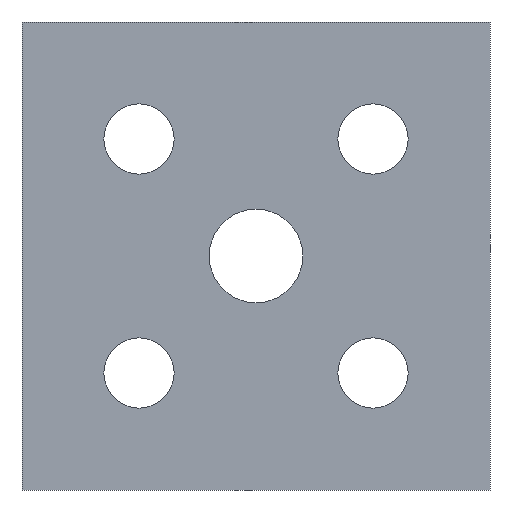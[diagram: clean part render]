
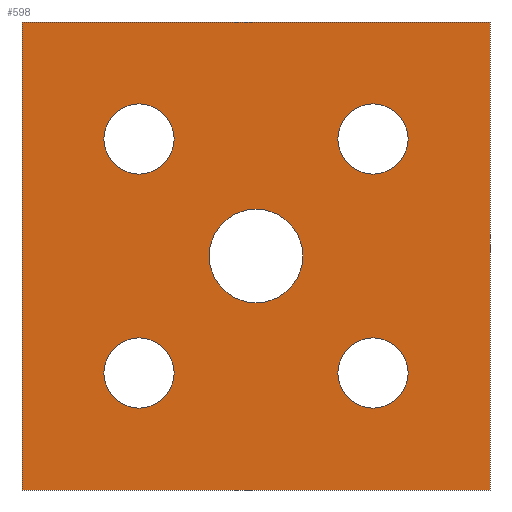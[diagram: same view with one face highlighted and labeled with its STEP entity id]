
A CAD part, front view. The second image highlights one B-rep face of the part: STEP entity #598.
In plain terms, the highlighted planar face has unit normal (0, -1, 0).
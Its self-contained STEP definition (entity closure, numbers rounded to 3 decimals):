
#8 = VERTEX_POINT ( 'NONE', #493 ) ;
#15 = DIRECTION ( 'NONE',  ( 0., 1., 0. ) ) ;
#17 = EDGE_LOOP ( 'NONE', ( #340, #60 ) ) ;
#20 = EDGE_CURVE ( 'NONE', #912, #547, #623, .T. ) ;
#27 = CIRCLE ( 'NONE', #549, 4.5 ) ;
#36 = CARTESIAN_POINT ( 'NONE',  ( -30., 0., 30. ) ) ;
#41 = AXIS2_PLACEMENT_3D ( 'NONE', #603, #909, #185 ) ;
#42 = CARTESIAN_POINT ( 'NONE',  ( -30., 0., 30. ) ) ;
#45 = DIRECTION ( 'NONE',  ( 0., -1., 0. ) ) ;
#47 = EDGE_LOOP ( 'NONE', ( #573, #209 ) ) ;
#48 = CARTESIAN_POINT ( 'NONE',  ( 0., 0., 0. ) ) ;
#52 = CARTESIAN_POINT ( 'NONE',  ( 30., 0., 30. ) ) ;
#60 = ORIENTED_EDGE ( 'NONE', *, *, #151, .T. ) ;
#70 = VECTOR ( 'NONE', #815, 1000. ) ;
#74 = VERTEX_POINT ( 'NONE', #358 ) ;
#78 = DIRECTION ( 'NONE',  ( 0., 0., -1. ) ) ;
#87 = CARTESIAN_POINT ( 'NONE',  ( 15., 0., -15. ) ) ;
#92 = CARTESIAN_POINT ( 'NONE',  ( 30., 0., 30. ) ) ;
#107 = DIRECTION ( 'NONE',  ( -1., 0., 0. ) ) ;
#109 = FACE_BOUND ( 'NONE', #690, .T. ) ;
#110 = LINE ( 'NONE', #42, #926 ) ;
#114 = AXIS2_PLACEMENT_3D ( 'NONE', #760, #899, #472 ) ;
#132 = FACE_BOUND ( 'NONE', #17, .T. ) ;
#150 = CIRCLE ( 'NONE', #341, 4.5 ) ;
#151 = EDGE_CURVE ( 'NONE', #471, #827, #773, .T. ) ;
#158 = VERTEX_POINT ( 'NONE', #508 ) ;
#163 = AXIS2_PLACEMENT_3D ( 'NONE', #856, #575, #223 ) ;
#168 = CARTESIAN_POINT ( 'NONE',  ( 15., 0., -10.5 ) ) ;
#180 = DIRECTION ( 'NONE',  ( 0., 1., 0. ) ) ;
#185 = DIRECTION ( 'NONE',  ( 0., 0., 1. ) ) ;
#202 = EDGE_CURVE ( 'NONE', #447, #229, #883, .T. ) ;
#206 = EDGE_CURVE ( 'NONE', #827, #471, #297, .T. ) ;
#209 = ORIENTED_EDGE ( 'NONE', *, *, #20, .T. ) ;
#223 = DIRECTION ( 'NONE',  ( 0., 0., 1. ) ) ;
#229 = VERTEX_POINT ( 'NONE', #235 ) ;
#235 = CARTESIAN_POINT ( 'NONE',  ( 30., 0., -30. ) ) ;
#245 = DIRECTION ( 'NONE',  ( 0., 1., 0. ) ) ;
#253 = ORIENTED_EDGE ( 'NONE', *, *, #202, .F. ) ;
#256 = ORIENTED_EDGE ( 'NONE', *, *, #351, .T. ) ;
#257 = FACE_BOUND ( 'NONE', #285, .T. ) ;
#259 = CARTESIAN_POINT ( 'NONE',  ( 0., 0., 0. ) ) ;
#265 = CARTESIAN_POINT ( 'NONE',  ( -30., 0., 30. ) ) ;
#274 = DIRECTION ( 'NONE',  ( 0., 0., -1. ) ) ;
#285 = EDGE_LOOP ( 'NONE', ( #584, #838 ) ) ;
#297 = CIRCLE ( 'NONE', #678, 4.5 ) ;
#314 = EDGE_CURVE ( 'NONE', #506, #447, #463, .T. ) ;
#335 = DIRECTION ( 'NONE',  ( 0., 0., -1. ) ) ;
#339 = AXIS2_PLACEMENT_3D ( 'NONE', #411, #696, #485 ) ;
#340 = ORIENTED_EDGE ( 'NONE', *, *, #206, .T. ) ;
#341 = AXIS2_PLACEMENT_3D ( 'NONE', #608, #683, #672 ) ;
#348 = ORIENTED_EDGE ( 'NONE', *, *, #423, .F. ) ;
#351 = EDGE_CURVE ( 'NONE', #687, #8, #150, .T. ) ;
#356 = CARTESIAN_POINT ( 'NONE',  ( 0., 0., 0. ) ) ;
#358 = CARTESIAN_POINT ( 'NONE',  ( -15., 0., 10.5 ) ) ;
#372 = DIRECTION ( 'NONE',  ( 0., 0., 1. ) ) ;
#374 = ORIENTED_EDGE ( 'NONE', *, *, #712, .F. ) ;
#377 = EDGE_CURVE ( 'NONE', #547, #912, #590, .T. ) ;
#395 = FACE_OUTER_BOUND ( 'NONE', #733, .T. ) ;
#399 = CARTESIAN_POINT ( 'NONE',  ( 0., 0., 6. ) ) ;
#400 = EDGE_LOOP ( 'NONE', ( #437, #256 ) ) ;
#408 = EDGE_CURVE ( 'NONE', #8, #687, #27, .T. ) ;
#409 = VERTEX_POINT ( 'NONE', #531 ) ;
#411 = CARTESIAN_POINT ( 'NONE',  ( 15., 0., 15. ) ) ;
#423 = EDGE_CURVE ( 'NONE', #900, #424, #664, .T. ) ;
#424 = VERTEX_POINT ( 'NONE', #468 ) ;
#429 = AXIS2_PLACEMENT_3D ( 'NONE', #901, #180, #751 ) ;
#433 = ORIENTED_EDGE ( 'NONE', *, *, #462, .F. ) ;
#437 = ORIENTED_EDGE ( 'NONE', *, *, #408, .T. ) ;
#438 = EDGE_CURVE ( 'NONE', #229, #409, #614, .T. ) ;
#442 = CIRCLE ( 'NONE', #737, 6. ) ;
#447 = VERTEX_POINT ( 'NONE', #52 ) ;
#458 = AXIS2_PLACEMENT_3D ( 'NONE', #259, #45, #335 ) ;
#459 = EDGE_CURVE ( 'NONE', #158, #74, #566, .T. ) ;
#462 = EDGE_CURVE ( 'NONE', #409, #506, #110, .T. ) ;
#463 = LINE ( 'NONE', #36, #70 ) ;
#468 = CARTESIAN_POINT ( 'NONE',  ( 0., 0., -6. ) ) ;
#471 = VERTEX_POINT ( 'NONE', #535 ) ;
#472 = DIRECTION ( 'NONE',  ( 0., 0., 1. ) ) ;
#485 = DIRECTION ( 'NONE',  ( 0., 0., 1. ) ) ;
#493 = CARTESIAN_POINT ( 'NONE',  ( -15., 0., -10.5 ) ) ;
#506 = VERTEX_POINT ( 'NONE', #265 ) ;
#508 = CARTESIAN_POINT ( 'NONE',  ( -15., 0., 19.5 ) ) ;
#531 = CARTESIAN_POINT ( 'NONE',  ( -30., 0., -30. ) ) ;
#535 = CARTESIAN_POINT ( 'NONE',  ( 15., 0., -19.5 ) ) ;
#544 = CARTESIAN_POINT ( 'NONE',  ( -30., 0., -30. ) ) ;
#547 = VERTEX_POINT ( 'NONE', #754 ) ;
#549 = AXIS2_PLACEMENT_3D ( 'NONE', #757, #245, #739 ) ;
#554 = ORIENTED_EDGE ( 'NONE', *, *, #438, .F. ) ;
#558 = EDGE_CURVE ( 'NONE', #74, #158, #589, .T. ) ;
#564 = VECTOR ( 'NONE', #653, 1000. ) ;
#566 = CIRCLE ( 'NONE', #41, 4.5 ) ;
#568 = CARTESIAN_POINT ( 'NONE',  ( -15., 0., -19.5 ) ) ;
#573 = ORIENTED_EDGE ( 'NONE', *, *, #377, .T. ) ;
#575 = DIRECTION ( 'NONE',  ( 0., 1., 0. ) ) ;
#584 = ORIENTED_EDGE ( 'NONE', *, *, #459, .T. ) ;
#589 = CIRCLE ( 'NONE', #114, 4.5 ) ;
#590 = CIRCLE ( 'NONE', #429, 4.5 ) ;
#598 = ADVANCED_FACE ( 'NONE', ( #257, #610, #132, #627, #109, #395 ), #680, .T. ) ;
#603 = CARTESIAN_POINT ( 'NONE',  ( -15., 0., 15. ) ) ;
#608 = CARTESIAN_POINT ( 'NONE',  ( -15., 0., -15. ) ) ;
#610 = FACE_BOUND ( 'NONE', #47, .T. ) ;
#614 = LINE ( 'NONE', #544, #788 ) ;
#620 = AXIS2_PLACEMENT_3D ( 'NONE', #48, #916, #274 ) ;
#623 = CIRCLE ( 'NONE', #339, 4.5 ) ;
#627 = FACE_BOUND ( 'NONE', #400, .T. ) ;
#653 = DIRECTION ( 'NONE',  ( 0., 0., -1. ) ) ;
#664 = CIRCLE ( 'NONE', #458, 6. ) ;
#672 = DIRECTION ( 'NONE',  ( 0., 0., 1. ) ) ;
#678 = AXIS2_PLACEMENT_3D ( 'NONE', #87, #15, #372 ) ;
#680 = PLANE ( 'NONE',  #620 ) ;
#683 = DIRECTION ( 'NONE',  ( 0., 1., 0. ) ) ;
#687 = VERTEX_POINT ( 'NONE', #568 ) ;
#689 = CARTESIAN_POINT ( 'NONE',  ( 15., 0., 10.5 ) ) ;
#690 = EDGE_LOOP ( 'NONE', ( #348, #374 ) ) ;
#696 = DIRECTION ( 'NONE',  ( 0., 1., 0. ) ) ;
#712 = EDGE_CURVE ( 'NONE', #424, #900, #442, .T. ) ;
#733 = EDGE_LOOP ( 'NONE', ( #253, #753, #433, #554 ) ) ;
#737 = AXIS2_PLACEMENT_3D ( 'NONE', #356, #791, #78 ) ;
#739 = DIRECTION ( 'NONE',  ( 0., 0., 1. ) ) ;
#751 = DIRECTION ( 'NONE',  ( 0., 0., 1. ) ) ;
#753 = ORIENTED_EDGE ( 'NONE', *, *, #314, .F. ) ;
#754 = CARTESIAN_POINT ( 'NONE',  ( 15., 0., 19.5 ) ) ;
#757 = CARTESIAN_POINT ( 'NONE',  ( -15., 0., -15. ) ) ;
#760 = CARTESIAN_POINT ( 'NONE',  ( -15., 0., 15. ) ) ;
#773 = CIRCLE ( 'NONE', #163, 4.5 ) ;
#788 = VECTOR ( 'NONE', #107, 1000. ) ;
#791 = DIRECTION ( 'NONE',  ( 0., -1., 0. ) ) ;
#815 = DIRECTION ( 'NONE',  ( 1., 0., 0. ) ) ;
#827 = VERTEX_POINT ( 'NONE', #168 ) ;
#838 = ORIENTED_EDGE ( 'NONE', *, *, #558, .T. ) ;
#856 = CARTESIAN_POINT ( 'NONE',  ( 15., 0., -15. ) ) ;
#883 = LINE ( 'NONE', #92, #564 ) ;
#892 = DIRECTION ( 'NONE',  ( 0., 0., 1. ) ) ;
#899 = DIRECTION ( 'NONE',  ( 0., 1., 0. ) ) ;
#900 = VERTEX_POINT ( 'NONE', #399 ) ;
#901 = CARTESIAN_POINT ( 'NONE',  ( 15., 0., 15. ) ) ;
#909 = DIRECTION ( 'NONE',  ( 0., 1., 0. ) ) ;
#912 = VERTEX_POINT ( 'NONE', #689 ) ;
#916 = DIRECTION ( 'NONE',  ( 0., -1., 0. ) ) ;
#926 = VECTOR ( 'NONE', #892, 1000. ) ;
